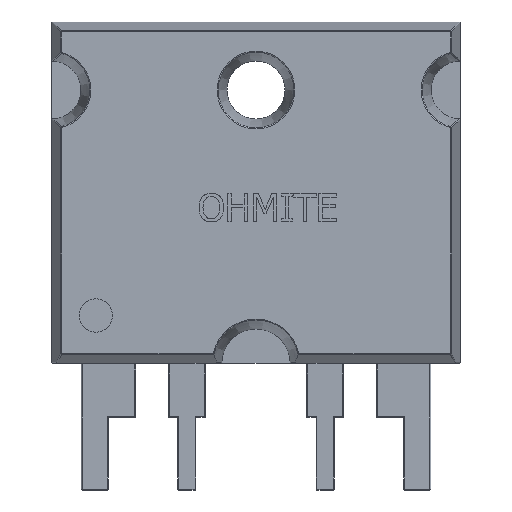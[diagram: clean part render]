
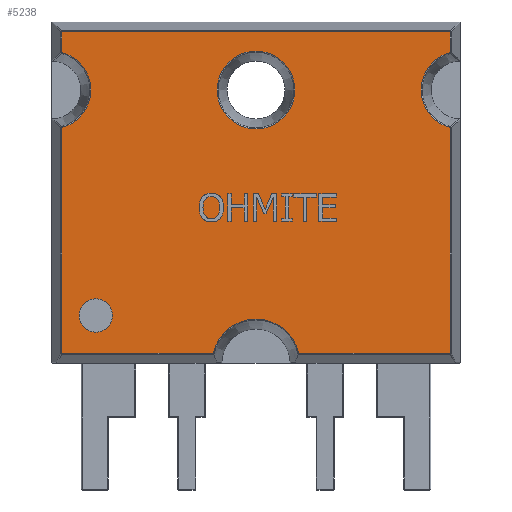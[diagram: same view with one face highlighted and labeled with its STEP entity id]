
A CAD part, front view. The second image highlights one B-rep face of the part: STEP entity #5238.
In plain terms, the highlighted planar face has unit normal (0, -1, 0).
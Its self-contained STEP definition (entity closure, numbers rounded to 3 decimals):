
#263=FACE_BOUND('',#915,.T.);
#320=PLANE('',#5865);
#567=FACE_OUTER_BOUND('',#914,.T.);
#914=EDGE_LOOP('',(#4065,#4066,#4067,#4068,#4069,#4070,#4071,#4072,#4073,
#4074));
#915=EDGE_LOOP('',(#4075,#4076));
#1290=LINE('',#8423,#1747);
#1291=LINE('',#8427,#1748);
#1292=LINE('',#8429,#1749);
#1293=LINE('',#8433,#1750);
#1294=LINE('',#8435,#1751);
#1295=LINE('',#8437,#1752);
#1296=LINE('',#8440,#1753);
#1747=VECTOR('',#6926,10.);
#1748=VECTOR('',#6929,10.);
#1749=VECTOR('',#6930,10.);
#1750=VECTOR('',#6933,10.);
#1751=VECTOR('',#6934,10.);
#1752=VECTOR('',#6935,10.);
#1753=VECTOR('',#6938,10.);
#2127=CIRCLE('',#5859,2.142);
#2128=CIRCLE('',#5860,2.142);
#2132=CIRCLE('',#5866,2.423);
#2133=CIRCLE('',#5867,2.142);
#2134=CIRCLE('',#5868,2.142);
#2397=VERTEX_POINT('',#8408);
#2398=VERTEX_POINT('',#8410);
#2401=VERTEX_POINT('',#8421);
#2402=VERTEX_POINT('',#8422);
#2403=VERTEX_POINT('',#8424);
#2404=VERTEX_POINT('',#8426);
#2405=VERTEX_POINT('',#8428);
#2406=VERTEX_POINT('',#8430);
#2407=VERTEX_POINT('',#8432);
#2408=VERTEX_POINT('',#8434);
#2409=VERTEX_POINT('',#8436);
#2410=VERTEX_POINT('',#8438);
#2987=EDGE_CURVE('',#2397,#2398,#2127,.T.);
#2988=EDGE_CURVE('',#2398,#2397,#2128,.T.);
#2993=EDGE_CURVE('',#2401,#2402,#1290,.T.);
#2994=EDGE_CURVE('',#2403,#2401,#2132,.T.);
#2995=EDGE_CURVE('',#2404,#2403,#1291,.T.);
#2996=EDGE_CURVE('',#2405,#2404,#1292,.T.);
#2997=EDGE_CURVE('',#2406,#2405,#2133,.T.);
#2998=EDGE_CURVE('',#2407,#2406,#1293,.T.);
#2999=EDGE_CURVE('',#2408,#2407,#1294,.T.);
#3000=EDGE_CURVE('',#2409,#2408,#1295,.T.);
#3001=EDGE_CURVE('',#2410,#2409,#2134,.T.);
#3002=EDGE_CURVE('',#2402,#2410,#1296,.T.);
#4065=ORIENTED_EDGE('',*,*,#2993,.F.);
#4066=ORIENTED_EDGE('',*,*,#2994,.F.);
#4067=ORIENTED_EDGE('',*,*,#2995,.F.);
#4068=ORIENTED_EDGE('',*,*,#2996,.F.);
#4069=ORIENTED_EDGE('',*,*,#2997,.F.);
#4070=ORIENTED_EDGE('',*,*,#2998,.F.);
#4071=ORIENTED_EDGE('',*,*,#2999,.F.);
#4072=ORIENTED_EDGE('',*,*,#3000,.F.);
#4073=ORIENTED_EDGE('',*,*,#3001,.F.);
#4074=ORIENTED_EDGE('',*,*,#3002,.F.);
#4075=ORIENTED_EDGE('',*,*,#2988,.F.);
#4076=ORIENTED_EDGE('',*,*,#2987,.F.);
#5238=ADVANCED_FACE('',(#567,#263),#320,.T.);
#5859=AXIS2_PLACEMENT_3D('',#8411,#6911,#6912);
#5860=AXIS2_PLACEMENT_3D('',#8412,#6913,#6914);
#5865=AXIS2_PLACEMENT_3D('',#8420,#6924,#6925);
#5866=AXIS2_PLACEMENT_3D('',#8425,#6927,#6928);
#5867=AXIS2_PLACEMENT_3D('',#8431,#6931,#6932);
#5868=AXIS2_PLACEMENT_3D('',#8439,#6936,#6937);
#6911=DIRECTION('center_axis',(0.,-1.,0.));
#6912=DIRECTION('ref_axis',(-1.,0.,0.));
#6913=DIRECTION('center_axis',(0.,-1.,0.));
#6914=DIRECTION('ref_axis',(-1.,0.,0.));
#6924=DIRECTION('center_axis',(0.,-1.,0.));
#6925=DIRECTION('ref_axis',(1.,0.,0.));
#6926=DIRECTION('',(-1.,0.,0.));
#6927=DIRECTION('center_axis',(0.,-1.,0.));
#6928=DIRECTION('ref_axis',(0.,0.,
1.));
#6929=DIRECTION('',(-1.,0.,0.));
#6930=DIRECTION('',(0.,0.,-1.));
#6931=DIRECTION('center_axis',(0.,-1.,0.));
#6932=DIRECTION('ref_axis',(-1.,0.,0.));
#6933=DIRECTION('',(0.,0.,-1.));
#6934=DIRECTION('',(1.,0.,0.));
#6935=DIRECTION('',(0.,0.,1.));
#6936=DIRECTION('center_axis',(0.,-1.,0.));
#6937=DIRECTION('ref_axis',(1.,0.,0.));
#6938=DIRECTION('',(0.,0.,1.));
#8408=CARTESIAN_POINT('',(0.,-2.25,20.192));
#8410=CARTESIAN_POINT('',(2.142,-2.25,18.05));
#8411=CARTESIAN_POINT('Origin',(0.,-2.25,18.05));
#8412=CARTESIAN_POINT('Origin',(0.,-2.25,18.05));
#8420=CARTESIAN_POINT('Origin',(-11.25,-2.25,3.));
#8421=CARTESIAN_POINT('',(-2.363,-2.25,3.536));
#8422=CARTESIAN_POINT('',(-10.708,-2.25,3.536));
#8423=CARTESIAN_POINT('',(-8.438,-2.25,3.536));
#8424=CARTESIAN_POINT('',(2.363,-2.25,3.536));
#8425=CARTESIAN_POINT('Origin',(0.,-2.25,3.));
#8426=CARTESIAN_POINT('',(10.708,-2.25,3.536));
#8427=CARTESIAN_POINT('',(-8.438,-2.25,3.536));
#8428=CARTESIAN_POINT('',(10.708,-2.25,15.977));
#8429=CARTESIAN_POINT('',(10.708,-2.25,3.));
#8430=CARTESIAN_POINT('',(10.708,-2.25,20.123));
#8431=CARTESIAN_POINT('Origin',(11.25,-2.25,18.05));
#8432=CARTESIAN_POINT('',(10.708,-2.25,21.258));
#8433=CARTESIAN_POINT('',(10.708,-2.25,3.));
#8434=CARTESIAN_POINT('',(-10.708,-2.25,21.258));
#8435=CARTESIAN_POINT('',(-8.438,-2.25,21.258));
#8436=CARTESIAN_POINT('',(-10.708,-2.25,20.123));
#8437=CARTESIAN_POINT('',(-10.708,-2.25,3.));
#8438=CARTESIAN_POINT('',(-10.708,-2.25,15.977));
#8439=CARTESIAN_POINT('Origin',(-11.25,-2.25,18.05));
#8440=CARTESIAN_POINT('',(-10.708,-2.25,3.));
